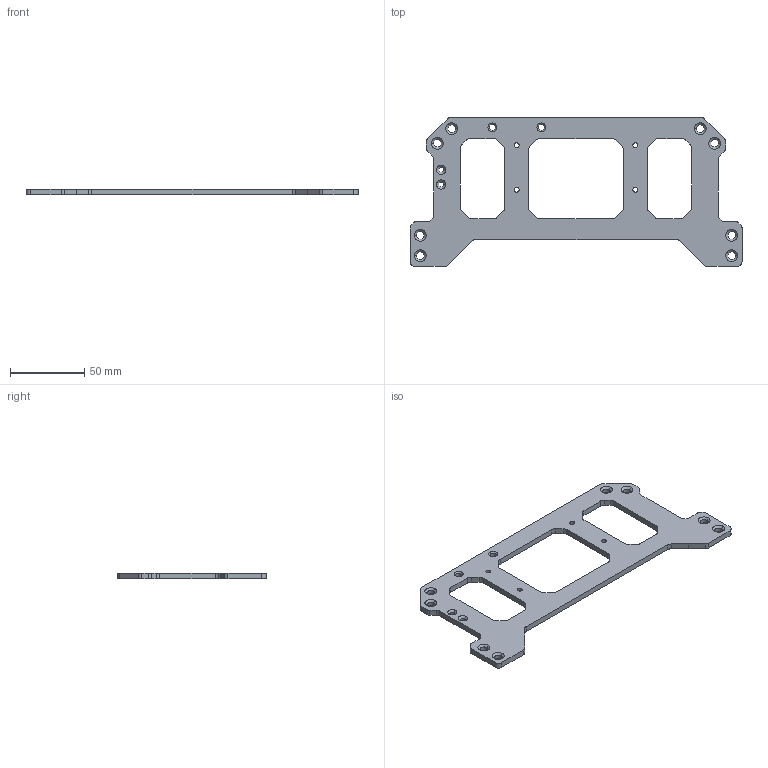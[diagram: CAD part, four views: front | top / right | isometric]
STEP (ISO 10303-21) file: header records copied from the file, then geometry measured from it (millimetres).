
FILE_DESCRIPTION (( 'STEP AP214' ), '1' );
FILE_NAME ('階啣_麥芛.STEP', '2025-08-11T07:39:31', ( '' ), ( '' ), 'SwSTEP 2.0', 'SolidWorks 2021', '' );
FILE_SCHEMA (( 'AUTOMOTIVE_DESIGN' ));
Length unit declared in the file: millimetre
Products named in the file (1): 階啣_麥芛
Bounding box: 223.6 x 100 x 4 mm (x, y, z)
Volume: 42292.1 mm3; surface area: 26709.5 mm2
Topology: 1 solids, 1 shells, 152 faces, 426 edges, 276 vertices
Faces by surface type: cylinder 78, plane 50, cone 24
Entity records: 5136 total; most frequent: DIRECTION 912, CARTESIAN_POINT 855, ORIENTED_EDGE 852, EDGE_CURVE 426, AXIS2_PLACEMENT_3D 333, VERTEX_POINT 276, LINE 246, VECTOR 246
